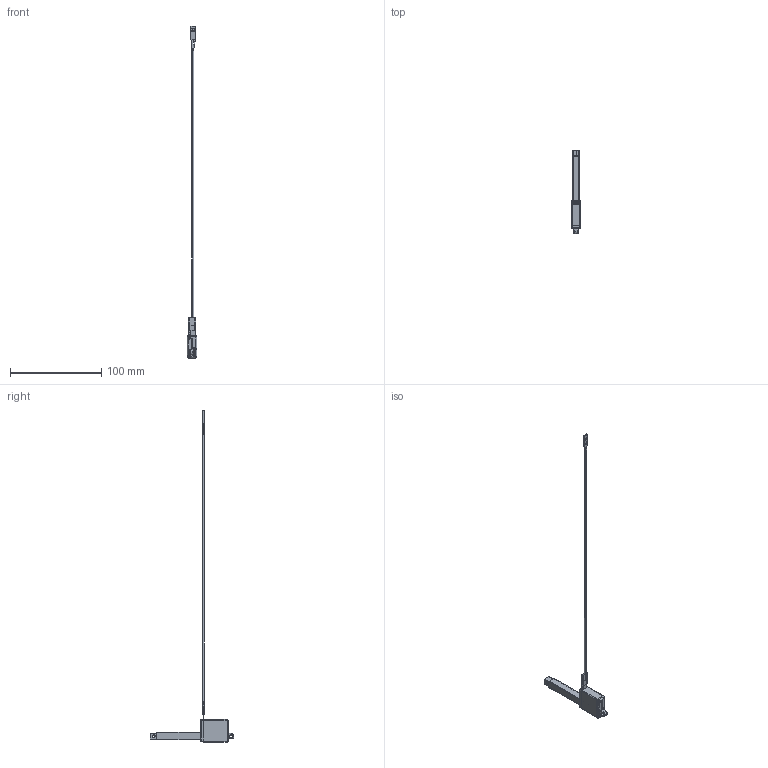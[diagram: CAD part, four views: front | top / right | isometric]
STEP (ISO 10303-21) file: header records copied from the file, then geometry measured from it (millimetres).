
FILE_DESCRIPTION((''),'2;1');
FILE_NAME('P8-50MM_ASM','2021-01-21T',('princ'),(''),'PRO/ENGINEER BY PARAMETRIC TECHNOLOGY CORPORATION, 2004440','PRO/ENGINEER BY PARAMETRIC TECHNOLOGY CORPORATION, 2004440','');
FILE_SCHEMA(('CONFIG_CONTROL_DESIGN'));
Products named in the file (3): P8_50MM_BODY; P8_50MM_SHAFT; P8-50MM_ASM
Assembly tree (2 placements, depth 2):
  P8-50MM_ASM
    P8_50MM_BODY
    P8_50MM_SHAFT
Bounding box: 10.6 x 91.3 x 362.97 mm (x, y, z)
Surface area: 15196.6 mm2 (no closed solid volume)
Topology: 0 solids, 60 shells, 459 faces, 2178 edges, 1755 vertices
Faces by surface type: cylinder 207, plane 151, bspline 51, torus 38, cone 12
Entity records: 48464 total; most frequent: CARTESIAN_POINT 32137, ORIENTED_EDGE 3019, DIRECTION 2985, EDGE_CURVE 2178, VERTEX_POINT 1755, VECTOR 1395, LINE 1395, AXIS2_PLACEMENT_3D 795
